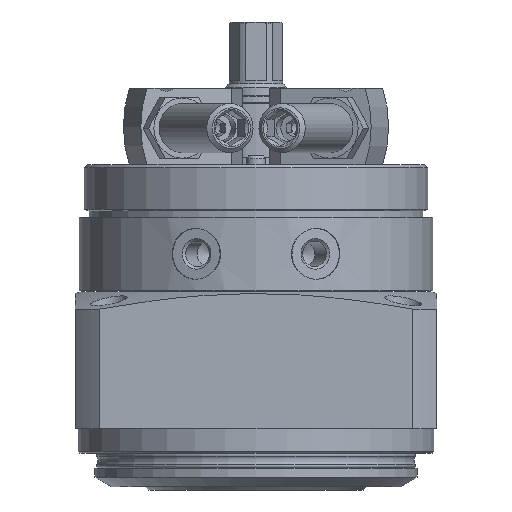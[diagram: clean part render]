
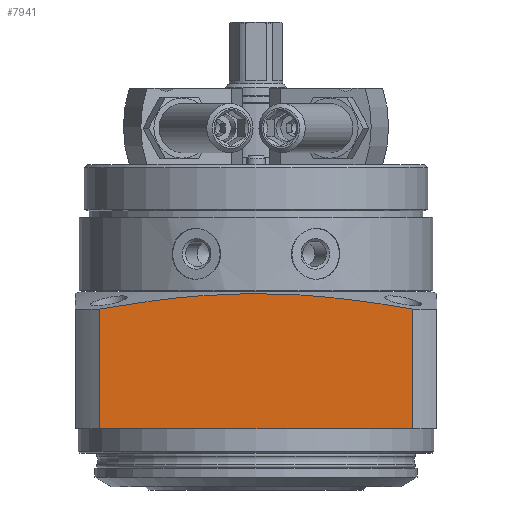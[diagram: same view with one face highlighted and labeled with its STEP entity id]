
A CAD part, front view. The second image highlights one B-rep face of the part: STEP entity #7941.
In plain terms, the highlighted planar face has unit normal (0, -1, 0).
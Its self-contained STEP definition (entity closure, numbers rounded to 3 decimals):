
#112=PLANE('',#8469);
#438=LINE('',#11622,#793);
#439=LINE('',#11624,#794);
#440=LINE('',#11626,#795);
#793=VECTOR('',#9389,1000.);
#794=VECTOR('',#9392,1000.);
#795=VECTOR('',#9393,1000.);
#1144=B_SPLINE_CURVE_WITH_KNOTS('',3,(#11523,#11524,#11525,#11526,#11527,
#11528,#11529,#11530),.UNSPECIFIED.,.F.,.F.,(4,1,1,1,1,4),(0.053,
0.065,0.078,0.084,0.091,
0.104),.UNSPECIFIED.);
#1254=ORIENTED_EDGE('',*,*,#2876,.F.);
#1255=ORIENTED_EDGE('',*,*,#2898,.F.);
#1256=ORIENTED_EDGE('',*,*,#2899,.T.);
#1257=ORIENTED_EDGE('',*,*,#2900,.T.);
#2876=EDGE_CURVE('',#3701,#3702,#1144,.T.);
#2898=EDGE_CURVE('',#3720,#3701,#438,.T.);
#2899=EDGE_CURVE('',#3720,#3721,#439,.T.);
#2900=EDGE_CURVE('',#3721,#3702,#440,.T.);
#3701=VERTEX_POINT('',#11522);
#3702=VERTEX_POINT('',#11531);
#3720=VERTEX_POINT('',#11621);
#3721=VERTEX_POINT('',#11625);
#4744=EDGE_LOOP('',(#1254,#1255,#1256,#1257));
#5511=FACE_BOUND('',#4744,.T.);
#7941=ADVANCED_FACE('',(#5511),#112,.T.);
#8469=AXIS2_PLACEMENT_3D('',#11623,#9390,#9391);
#9389=DIRECTION('',(0.,0.,1.));
#9390=DIRECTION('',(0.,-1.,0.));
#9391=DIRECTION('',(0.,0.,-1.));
#9392=DIRECTION('',(1.,0.,0.));
#9393=DIRECTION('',(0.,0.,1.));
#11522=CARTESIAN_POINT('',(-25.51,-29.5,-23.513));
#11523=CARTESIAN_POINT('',(-25.51,-29.5,-23.513));
#11524=CARTESIAN_POINT('',(-21.325,-29.5,-22.78));
#11525=CARTESIAN_POINT('',(-12.924,-29.5,-21.503));
#11526=CARTESIAN_POINT('',(-2.248,-29.5,-20.839));
#11527=CARTESIAN_POINT('',(6.42,-29.5,-21.094));
#11528=CARTESIAN_POINT('',(14.966,-29.5,-21.817));
#11529=CARTESIAN_POINT('',(21.304,-29.5,-22.776));
#11530=CARTESIAN_POINT('',(25.51,-29.5,-23.513));
#11531=CARTESIAN_POINT('',(25.51,-29.5,-23.513));
#11621=CARTESIAN_POINT('',(-25.51,-29.5,-43.));
#11622=CARTESIAN_POINT('',(-25.51,-29.5,-43.));
#11623=CARTESIAN_POINT('',(-25.51,-29.5,-43.));
#11624=CARTESIAN_POINT('',(-25.51,-29.5,-43.));
#11625=CARTESIAN_POINT('',(25.51,-29.5,-43.));
#11626=CARTESIAN_POINT('',(25.51,-29.5,-43.));
